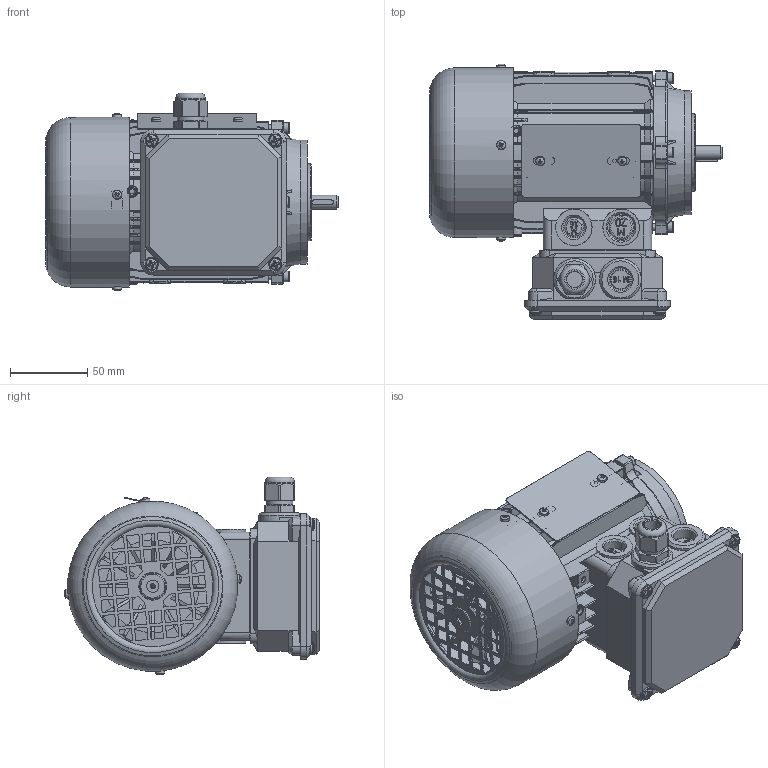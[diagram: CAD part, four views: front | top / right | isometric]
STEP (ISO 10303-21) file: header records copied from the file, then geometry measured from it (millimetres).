
FILE_DESCRIPTION((''),'2;1');
FILE_NAME('JS056-B14.stp','2014-07-30T13:26:53',('WRKS_ELPROM'),(''),'Autodesk Inventor 2011','Autodesk Inventor 2011','');
FILE_SCHEMA(('AUTOMOTIVE_DESIGN { 1 0 10303 214 1 1 1 1 }'));
Length unit declared in the file: millimetre
Products named in the file (25): JS056-B14; JS056-BASE_CASSA B5; Cassa M56-B5 Lavorata; Scudo Mec 56 lavorato; 6201-2Z; PNA056XBC0000; Albero; Albero_1; DIN 6885 A A 3 x 3 x 14; DIN EN ISO 4762 M4 x 16; 1059380; VENTOLA_1059380; ANELLO_1059380; PNTARGAGEM; PNX0560712AP_1M16; GUARNIZIONE SUPERIORE IP65 56_71 NPF GUA00002; GUARNIZIONE INFERIORE IP44 56_71 NPF GUA00011; Coperchio Copr 56 71 All 2 Comp CEG; Copribasetta 2 Comp 56-71  M 16 All CEG; Pressacavo M16 x 1.5; VITE M4 x 12 TC CROCE UNI 7687-oa2; Copriventola M56-4 fori; DIN 7985 (H) M3x6-H; DIN 7985 (Z) M3x6-Z; Flangia M56-B14 lavorata
Assembly tree (39 placements, depth 5):
  JS056-B14
    JS056-BASE_CASSA B5
      Cassa M56-B5 Lavorata
      Scudo Mec 56 lavorato
      6201-2Z  x2
      PNA056XBC0000
        Albero
          Albero_1
      DIN 6885 A A 3 x 3 x 14
      DIN EN ISO 4762 M4 x 16  x4
      1059380
        VENTOLA_1059380
        ANELLO_1059380
      PNTARGAGEM
      PNX0560712AP_1M16
        GUARNIZIONE SUPERIORE IP65 56_71 NPF GUA00002
        GUARNIZIONE INFERIORE IP44 56_71 NPF GUA00011
        Coperchio Copr 56 71 All 2 Comp CEG
        Copribasetta 2 Comp 56-71  M 16 All CEG
        Pressacavo M16 x 1.5
        VITE M4 x 12 TC CROCE UNI 7687-oa2  x4
      Copriventola M56-4 fori
      DIN 7985 (H) M3x6-H  x4
      DIN 7985 (Z) M3x6-Z  x2
    Flangia M56-B14 lavorata
    DIN EN ISO 4762 M4 x 16  x4
Bounding box: 188.75 x 165.25 x 127.75 mm (x, y, z)
Volume: 348847.8 mm3; surface area: 331801.4 mm2
Topology: 34 solids, 38 shells, 3575 faces, 9278 edges, 5776 vertices
Faces by surface type: plane 1346, bspline 696, cylinder 684, torus 434, cone 368, sphere 47
Full cylindrical faces by diameter (mm): 1.6 x1, 2.5 x6, 2.75 x6, 3 x12, 3.2 x14, 3.242 x1, 3.3 x3, 3.4 x1, 3.8 x4, 4 x13, 4.1 x4, 4.134 x4, 4.5 x12, 5 x19, 7 x8, 7.5 x3, 8 x5, 8.6 x1, 9 x1, 10 x1, 11 x2, 11.5 x1, 11.6 x2, 11.95 x1, 11.99 x1, 12 x4, 13 x1, 13.2 x1, 13.8 x2, 14.376 x1
Entity records: 115465 total; most frequent: CARTESIAN_POINT 43743, ORIENTED_EDGE 15098, DIRECTION 12534, EDGE_CURVE 7549, VERTEX_POINT 4926, AXIS2_PLACEMENT_3D 4782, EDGE_LOOP 3647, FACE_OUTER_BOUND 3038
